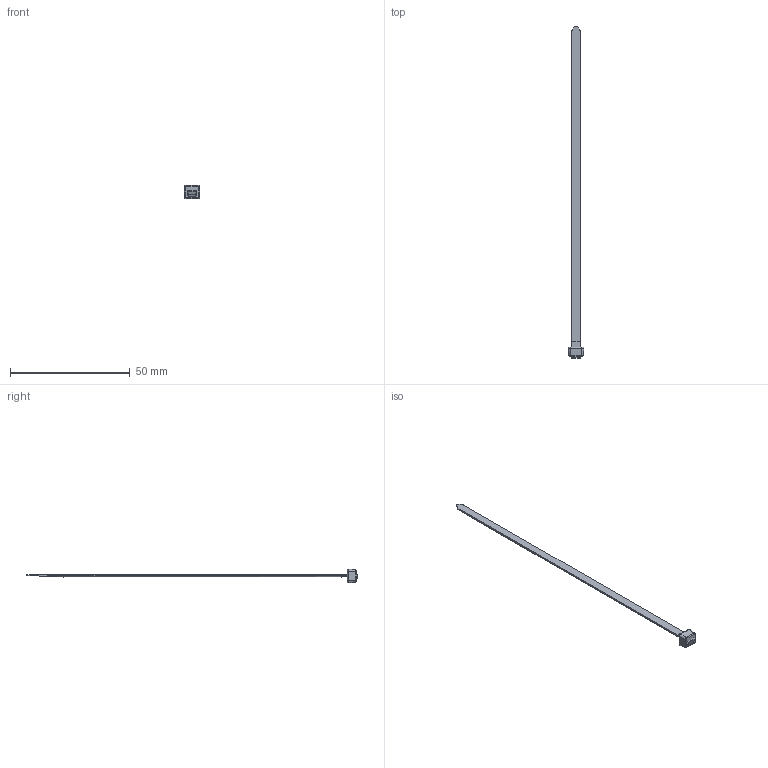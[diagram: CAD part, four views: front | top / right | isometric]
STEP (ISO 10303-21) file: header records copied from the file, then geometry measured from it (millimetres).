
FILE_DESCRIPTION(/* description */ (''),/* implementation_level */ '2;1');
FILE_NAME(/* name */ 'SST1_5I.stp',/* time_stamp */ '2022-04-08T16:35:17-05:00',/* author */ (''),/* organization */ (''),/* preprocessor_version */ 'ST-DEVELOPER v16.7',/* originating_system */ 'SIEMENS PLM Software NX 1926',/* authorisation */ '');
FILE_SCHEMA (('AP203_CONFIGURATION_CONTROLLED_3D_DESIGN_OF_MECHANICAL_PARTS_AND_ASSEMBLIES_MIM_LF { 1 0 10303 403 2 1 2}'));
Length unit declared in the file: inch
Products named in the file (1): BWG582C781612rr
Bounding box: 6.49 x 138.68 x 5.73 mm (x, y, z)
Volume: 572 mm3; surface area: 1340.9 mm2
Topology: 2 solids, 2 shells, 105 faces, 270 edges, 169 vertices
Faces by surface type: plane 50, cylinder 38, bspline 13, sphere 2, extrusion 2
Entity records: 3483 total; most frequent: CARTESIAN_POINT 859, ORIENTED_EDGE 538, DIRECTION 521, EDGE_CURVE 269, AXIS2_PLACEMENT_3D 175, VECTOR 171, VERTEX_POINT 169, LINE 169
